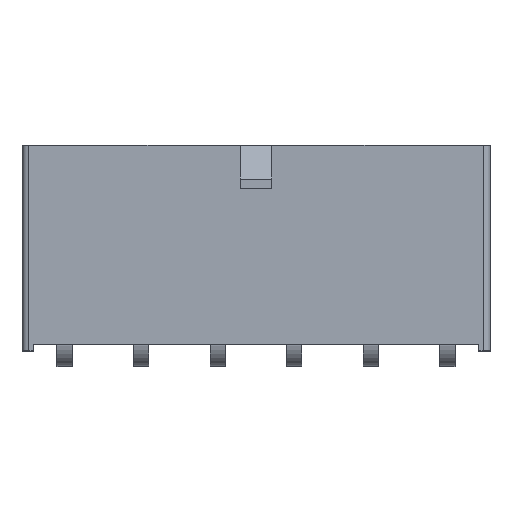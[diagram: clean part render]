
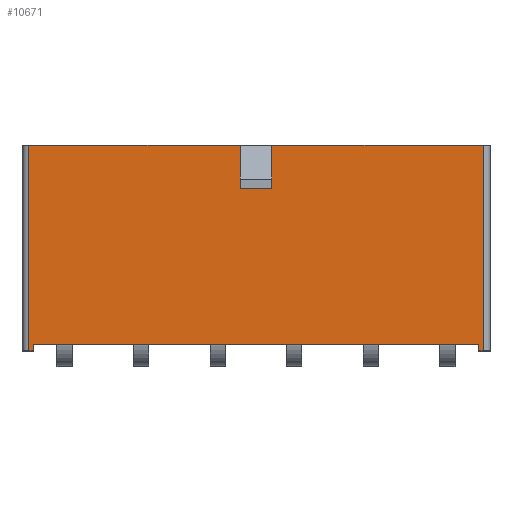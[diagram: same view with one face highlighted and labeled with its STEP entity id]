
A CAD part, top view. The second image highlights one B-rep face of the part: STEP entity #10671.
In plain terms, the highlighted planar face has unit normal (0, 0, 1).
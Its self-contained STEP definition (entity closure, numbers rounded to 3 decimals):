
#602=ORIENTED_EDGE('',*,*,#2535,.F.);
#603=ORIENTED_EDGE('',*,*,#2673,.T.);
#604=ORIENTED_EDGE('',*,*,#2674,.T.);
#605=ORIENTED_EDGE('',*,*,#2675,.T.);
#606=ORIENTED_EDGE('',*,*,#2596,.F.);
#607=ORIENTED_EDGE('',*,*,#2676,.F.);
#608=ORIENTED_EDGE('',*,*,#2677,.F.);
#609=ORIENTED_EDGE('',*,*,#2678,.T.);
#610=ORIENTED_EDGE('',*,*,#2594,.F.);
#611=ORIENTED_EDGE('',*,*,#2679,.F.);
#612=ORIENTED_EDGE('',*,*,#2680,.T.);
#613=ORIENTED_EDGE('',*,*,#2681,.F.);
#2535=EDGE_CURVE('',#3608,#3609,#4285,.T.);
#2594=EDGE_CURVE('',#3650,#3651,#4336,.T.);
#2596=EDGE_CURVE('',#3652,#3653,#4338,.T.);
#2673=EDGE_CURVE('',#3608,#3704,#4409,.T.);
#2674=EDGE_CURVE('',#3704,#3705,#4410,.T.);
#2675=EDGE_CURVE('',#3705,#3653,#4411,.T.);
#2676=EDGE_CURVE('',#3706,#3652,#4412,.T.);
#2677=EDGE_CURVE('',#3707,#3706,#4413,.T.);
#2678=EDGE_CURVE('',#3707,#3651,#4414,.T.);
#2679=EDGE_CURVE('',#3708,#3650,#4415,.T.);
#2680=EDGE_CURVE('',#3708,#3709,#4416,.T.);
#2681=EDGE_CURVE('',#3609,#3709,#4417,.T.);
#3608=VERTEX_POINT('',#14079);
#3609=VERTEX_POINT('',#14081);
#3650=VERTEX_POINT('',#14192);
#3651=VERTEX_POINT('',#14194);
#3652=VERTEX_POINT('',#14196);
#3653=VERTEX_POINT('',#14198);
#3704=VERTEX_POINT('',#14349);
#3705=VERTEX_POINT('',#14353);
#3706=VERTEX_POINT('',#14356);
#3707=VERTEX_POINT('',#14358);
#3708=VERTEX_POINT('',#14361);
#3709=VERTEX_POINT('',#14363);
#4285=LINE('',#14080,#5298);
#4336=LINE('',#14193,#5349);
#4338=LINE('',#14197,#5351);
#4409=LINE('',#14350,#5422);
#4410=LINE('',#14352,#5423);
#4411=LINE('',#14354,#5424);
#4412=LINE('',#14355,#5425);
#4413=LINE('',#14357,#5426);
#4414=LINE('',#14359,#5427);
#4415=LINE('',#14360,#5428);
#4416=LINE('',#14362,#5429);
#4417=LINE('',#14364,#5430);
#5298=VECTOR('',#11861,1000.);
#5349=VECTOR('',#11952,1000.);
#5351=VECTOR('',#11954,1000.);
#5422=VECTOR('',#12085,1000.);
#5423=VECTOR('',#12088,1000.);
#5424=VECTOR('',#12089,1000.);
#5425=VECTOR('',#12090,1000.);
#5426=VECTOR('',#12091,1000.);
#5427=VECTOR('',#12092,1000.);
#5428=VECTOR('',#12093,1000.);
#5429=VECTOR('',#12094,1000.);
#5430=VECTOR('',#12095,1000.);
#6203=EDGE_LOOP('',(#602,#603,#604,#605,#606,#607,#608,#609,#610,#611,#612,
#613));
#6680=FACE_BOUND('',#6203,.T.);
#7126=PLANE('',#11160);
#10671=ADVANCED_FACE('',(#6680),#7126,.F.);
#11160=AXIS2_PLACEMENT_3D('',#14351,#12086,#12087);
#11861=DIRECTION('',(1.,0.,0.));
#11952=DIRECTION('',(-1.,0.,0.));
#11954=DIRECTION('',(-1.,0.,0.));
#12085=DIRECTION('',(0.,1.,0.));
#12086=DIRECTION('',(0.,0.,-1.));
#12087=DIRECTION('',(-1.,0.,0.));
#12088=DIRECTION('',(-1.,0.,0.));
#12089=DIRECTION('',(0.,-1.,0.));
#12090=DIRECTION('',(0.,-1.,0.));
#12091=DIRECTION('',(-1.,0.,0.));
#12092=DIRECTION('',(0.,-1.,0.));
#12093=DIRECTION('',(0.,-1.,0.));
#12094=DIRECTION('',(-1.,0.,0.));
#12095=DIRECTION('',(0.,1.,0.));
#14079=CARTESIAN_POINT('',(-16.575,7.15,3.4));
#14080=CARTESIAN_POINT('',(-16.575,7.15,3.4));
#14081=CARTESIAN_POINT('',(16.575,7.15,3.4));
#14192=CARTESIAN_POINT('',(16.925,-7.65,3.4));
#14193=CARTESIAN_POINT('',(17.425,-7.65,3.4));
#14194=CARTESIAN_POINT('',(1.175,-7.65,3.4));
#14196=CARTESIAN_POINT('',(-1.175,-7.65,3.4));
#14197=CARTESIAN_POINT('',(17.425,-7.65,3.4));
#14198=CARTESIAN_POINT('',(-16.925,-7.65,3.4));
#14349=CARTESIAN_POINT('',(-16.575,7.65,3.4));
#14350=CARTESIAN_POINT('',(-16.575,7.15,3.4));
#14351=CARTESIAN_POINT('',(17.425,7.65,3.4));
#14352=CARTESIAN_POINT('',(17.425,7.65,3.4));
#14353=CARTESIAN_POINT('',(-16.925,7.65,3.4));
#14354=CARTESIAN_POINT('',(-16.925,7.65,3.4));
#14355=CARTESIAN_POINT('',(-1.175,-4.65,3.4));
#14356=CARTESIAN_POINT('',(-1.175,-4.65,3.4));
#14357=CARTESIAN_POINT('',(1.175,-4.65,3.4));
#14358=CARTESIAN_POINT('',(1.175,-4.65,3.4));
#14359=CARTESIAN_POINT('',(1.175,-4.65,3.4));
#14360=CARTESIAN_POINT('',(16.925,7.65,3.4));
#14361=CARTESIAN_POINT('',(16.925,7.65,3.4));
#14362=CARTESIAN_POINT('',(17.425,7.65,3.4));
#14363=CARTESIAN_POINT('',(16.575,7.65,3.4));
#14364=CARTESIAN_POINT('',(16.575,7.15,3.4));
